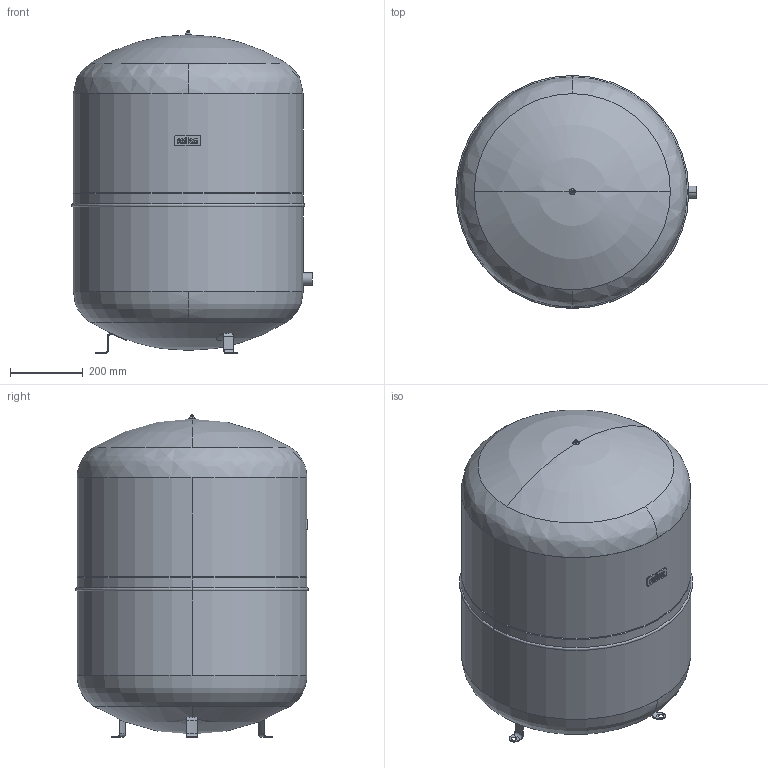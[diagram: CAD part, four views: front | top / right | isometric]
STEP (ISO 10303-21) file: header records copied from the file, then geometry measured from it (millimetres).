
FILE_DESCRIPTION((''),'2;1');
FILE_NAME('3d_S250_10bar_red-7214400.stp','2012-11-09T10:01:24',(''),(''),'Mechanical Desktop 2011','Mechanical Desktop 2011',', , ');
FILE_SCHEMA(('CONFIG_CONTROL_DESIGN'));
Length unit declared in the file: millimetre
Products named in the file (1): Product
Bounding box: 663.4 x 642.8 x 889.5 mm (x, y, z)
Volume: 239620633.3 mm3; surface area: 3283648.4 mm2
Topology: 16 solids, 16 shells, 208 faces, 495 edges, 319 vertices
Faces by surface type: plane 79, cylinder 76, bspline 21, torus 18, cone 10, sphere 4
Entity records: 6971 total; most frequent: CARTESIAN_POINT 1992, DIRECTION 1072, ORIENTED_EDGE 982, EDGE_CURVE 491, AXIS2_PLACEMENT_3D 417, VERTEX_POINT 319, VECTOR 238, LINE 238
